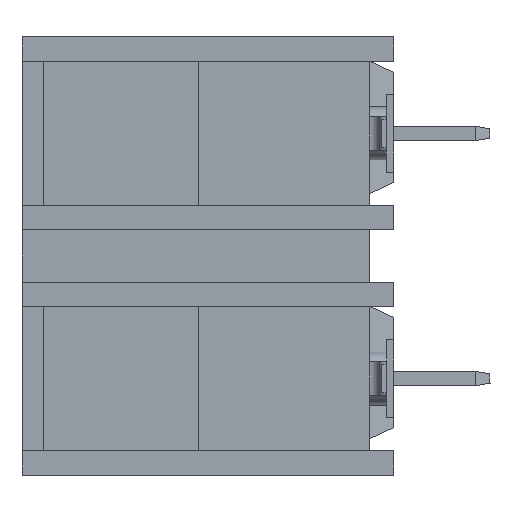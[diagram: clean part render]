
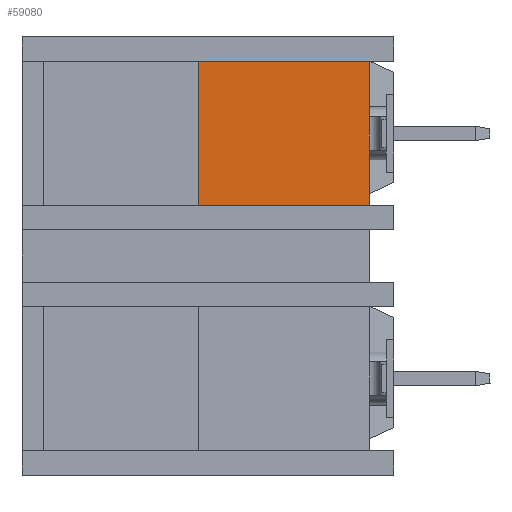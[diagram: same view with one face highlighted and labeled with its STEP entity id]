
A CAD part, left-side view. The second image highlights one B-rep face of the part: STEP entity #59080.
In plain terms, the highlighted face is planar.
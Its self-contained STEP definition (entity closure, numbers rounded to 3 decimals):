
#11310=CARTESIAN_POINT('',(-21.878,-41.83,
-1.215));
#11320=VERTEX_POINT('',#11310);
#11350=CARTESIAN_POINT('',(-21.878,-41.83,0.));
#11360=DIRECTION('',(0.,0.,-1.));
#11370=VECTOR('',#11360,1.);
#11380=LINE('',#11350,#11370);
#11390=CARTESIAN_POINT('',(-21.878,-41.83,
-0.065));
#11400=VERTEX_POINT('',#11390);
#11410=EDGE_CURVE('',#11400,#11320,#11380,.T.);
#11630=CARTESIAN_POINT('',(-21.878,-41.83,
0.635));
#11640=VERTEX_POINT('',#11630);
#11670=CARTESIAN_POINT('',(-21.878,-41.83,0.));
#11680=DIRECTION('',(0.,0.,-1.));
#11690=VECTOR('',#11680,1.);
#11700=LINE('',#11670,#11690);
#11710=CARTESIAN_POINT('',(-21.878,-41.83,
1.785));
#11720=VERTEX_POINT('',#11710);
#11730=EDGE_CURVE('',#11720,#11640,#11700,.T.);
#58580=CARTESIAN_POINT('',(-21.878,-41.83,0.));
#58590=DIRECTION('',(0.,0.,-1.));
#58600=VECTOR('',#58590,1.);
#58610=LINE('',#58580,#58600);
#58620=EDGE_CURVE('',#11640,#11400,#58610,.T.);
#58760=CARTESIAN_POINT('',(-21.878,-41.83,
-1.715));
#58770=DIRECTION('',(0.94,-0.342,
0.));
#58780=DIRECTION('',(-0.342,-0.94,
0.));
#58790=AXIS2_PLACEMENT_3D('',#58760,#58770,#58780);
#58800=PLANE('',#58790);
#58810=ORIENTED_EDGE('',*,*,#11410,.F.);
#58820=CARTESIAN_POINT('',(-6.653,0.,-1.215));
#58830=DIRECTION('',(0.342,0.94,
0.));
#58840=VECTOR('',#58830,1.);
#58850=LINE('',#58820,#58840);
#58860=CARTESIAN_POINT('',(-23.092,-45.166,
-1.215));
#58870=VERTEX_POINT('',#58860);
#58880=EDGE_CURVE('',#58870,#11320,#58850,.T.);
#58890=ORIENTED_EDGE('',*,*,#58880,.T.);
#58900=CARTESIAN_POINT('',(-23.092,-45.166,0.));
#58910=DIRECTION('',(0.,0.,-1.));
#58920=VECTOR('',#58910,1.);
#58930=LINE('',#58900,#58920);
#58940=CARTESIAN_POINT('',(-23.092,-45.166,
1.785));
#58950=VERTEX_POINT('',#58940);
#58960=EDGE_CURVE('',#58950,#58870,#58930,.T.);
#58970=ORIENTED_EDGE('',*,*,#58960,.T.);
#58980=CARTESIAN_POINT('',(-6.653,0.,1.785));
#58990=DIRECTION('',(0.342,0.94,
0.));
#59000=VECTOR('',#58990,1.);
#59010=LINE('',#58980,#59000);
#59020=EDGE_CURVE('',#58950,#11720,#59010,.T.);
#59030=ORIENTED_EDGE('',*,*,#59020,.F.);
#59040=ORIENTED_EDGE('',*,*,#11730,.F.);
#59050=ORIENTED_EDGE('',*,*,#58620,.F.);
#59060=EDGE_LOOP('',(#59050,#59040,#59030,#58970,#58890,#58810));
#59070=FACE_OUTER_BOUND('',#59060,.T.);
#59080=ADVANCED_FACE('',(#59070),#58800,.T.);
